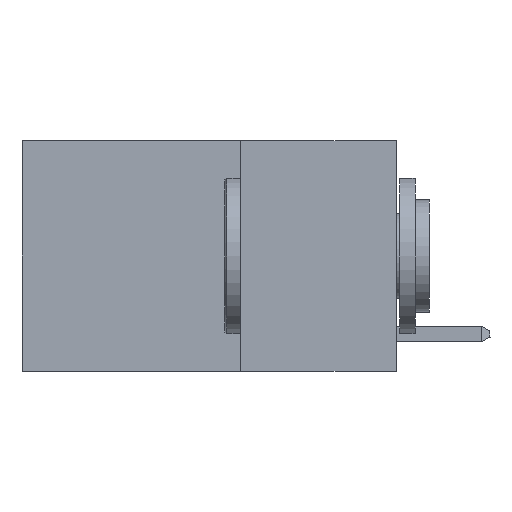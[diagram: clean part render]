
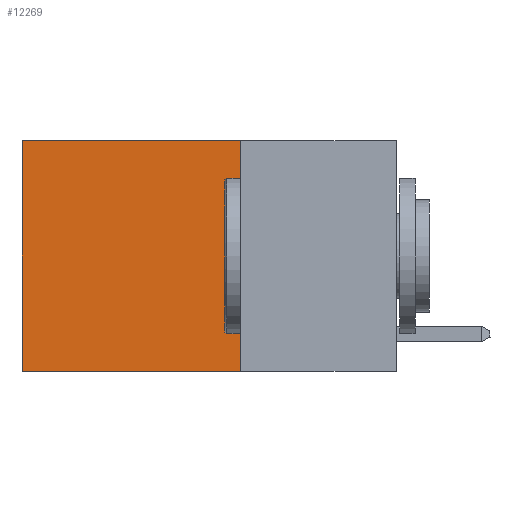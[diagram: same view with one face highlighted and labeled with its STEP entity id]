
A CAD part, left-side view. The second image highlights one B-rep face of the part: STEP entity #12269.
In plain terms, the highlighted planar face has unit normal (-1, 0, 0).
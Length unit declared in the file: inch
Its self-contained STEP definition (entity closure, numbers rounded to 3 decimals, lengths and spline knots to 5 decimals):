
#1183 = CARTESIAN_POINT ( 'NONE',  ( 0.2625, 0.25, 0. ) ) ;
#1200 = VERTEX_POINT ( 'NONE', #18576 ) ;
#1733 = VECTOR ( 'NONE', #22629, 39.37008 ) ;
#1892 = CARTESIAN_POINT ( 'NONE',  ( 0.2625, 0.25, 0. ) ) ;
#3707 = CARTESIAN_POINT ( 'NONE',  ( 0.2625, 0.25, 0. ) ) ;
#4219 = EDGE_CURVE ( 'NONE', #1200, #8573, #5261, .T. ) ;
#4505 = EDGE_CURVE ( 'NONE', #1200, #23011, #21085, .T. ) ;
#4933 = EDGE_LOOP ( 'NONE', ( #26963, #14892, #8066, #19349 ) ) ;
#5242 = CARTESIAN_POINT ( 'NONE',  ( 0.2625, 0.6, -0.37 ) ) ;
#5261 = LINE ( 'NONE', #3707, #1733 ) ;
#7059 = VECTOR ( 'NONE', #12674, 39.37008 ) ;
#8066 = ORIENTED_EDGE ( 'NONE', *, *, #4219, .F. ) ;
#8573 = VERTEX_POINT ( 'NONE', #17560 ) ;
#8737 = EDGE_CURVE ( 'NONE', #23011, #23449, #20899, .T. ) ;
#9740 = DIRECTION ( 'NONE',  ( 1., 0., 0. ) ) ;
#11834 = PLANE ( 'NONE',  #17167 ) ;
#11972 = DIRECTION ( 'NONE',  ( 0., 0., -1. ) ) ;
#12269 = ADVANCED_FACE ( 'NONE', ( #24593 ), #11834, .F. ) ;
#12529 = VECTOR ( 'NONE', #18652, 39.37008 ) ;
#12674 = DIRECTION ( 'NONE',  ( 0., 1., 0. ) ) ;
#13018 = DIRECTION ( 'NONE',  ( 0., 1., 0. ) ) ;
#13270 = CARTESIAN_POINT ( 'NONE',  ( 0.2625, 0.6, 0. ) ) ;
#13290 = LINE ( 'NONE', #21842, #20836 ) ;
#14771 = EDGE_CURVE ( 'NONE', #8573, #23449, #13290, .T. ) ;
#14892 = ORIENTED_EDGE ( 'NONE', *, *, #14771, .F. ) ;
#17167 = AXIS2_PLACEMENT_3D ( 'NONE', #1183, #9740, #11972 ) ;
#17560 = CARTESIAN_POINT ( 'NONE',  ( 0.2625, 0.25, -0.37 ) ) ;
#18576 = CARTESIAN_POINT ( 'NONE',  ( 0.2625, 0.25, 0. ) ) ;
#18652 = DIRECTION ( 'NONE',  ( 0., 0., -1. ) ) ;
#19349 = ORIENTED_EDGE ( 'NONE', *, *, #4505, .T. ) ;
#20836 = VECTOR ( 'NONE', #13018, 39.37008 ) ;
#20899 = LINE ( 'NONE', #24832, #12529 ) ;
#21085 = LINE ( 'NONE', #1892, #7059 ) ;
#21842 = CARTESIAN_POINT ( 'NONE',  ( 0.2625, 0.25, -0.37 ) ) ;
#22629 = DIRECTION ( 'NONE',  ( 0., 0., -1. ) ) ;
#23011 = VERTEX_POINT ( 'NONE', #13270 ) ;
#23449 = VERTEX_POINT ( 'NONE', #5242 ) ;
#24593 = FACE_OUTER_BOUND ( 'NONE', #4933, .T. ) ;
#24832 = CARTESIAN_POINT ( 'NONE',  ( 0.2625, 0.6, 0. ) ) ;
#26963 = ORIENTED_EDGE ( 'NONE', *, *, #8737, .T. ) ;
